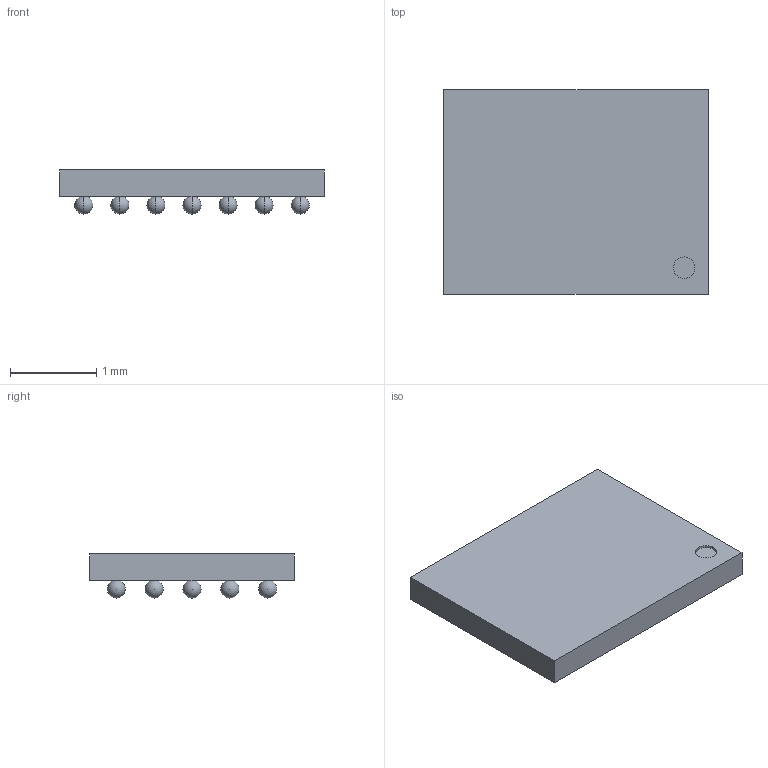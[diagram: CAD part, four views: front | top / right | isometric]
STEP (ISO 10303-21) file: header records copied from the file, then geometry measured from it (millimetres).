
FILE_DESCRIPTION (( 'STEP AP214' ), '1' );
FILE_NAME ('npm1300_caaa_config1_WLCSP.STEP', '2024-03-06T16:26:11', ( '' ), ( '' ), 'SwSTEP 2.0', 'SolidWorks 2023', '' );
FILE_SCHEMA (( 'AUTOMOTIVE_DESIGN' ));
Length unit declared in the file: millimetre
Products named in the file (4): npm1300_caaa_config1_.step; npm1300_caaa_config1_WLCSP; U1_1.step; WLCSP_35_300x200_custom_v2.step
Assembly tree (3 placements, depth 4):
  npm1300_caaa_config1_WLCSP
    npm1300_caaa_config1_.step
      U1_1.step
        WLCSP_35_300x200_custom_v2.step
Bounding box: 3.08 x 2.38 x 0.51 mm (x, y, z)
Volume: 2.5 mm3; surface area: 22.9 mm2
Topology: 36 solids, 36 shells, 79 faces, 263 edges, 187 vertices
Faces by surface type: sphere 70, plane 7, cylinder 2
Entity records: 2157 total; most frequent: DIRECTION 336, CARTESIAN_POINT 257, ORIENTED_EDGE 176, AXIS2_PLACEMENT_3D 161, EDGE_CURVE 88, VERTEX_POINT 82, EDGE_LOOP 80, ADVANCED_FACE 79
